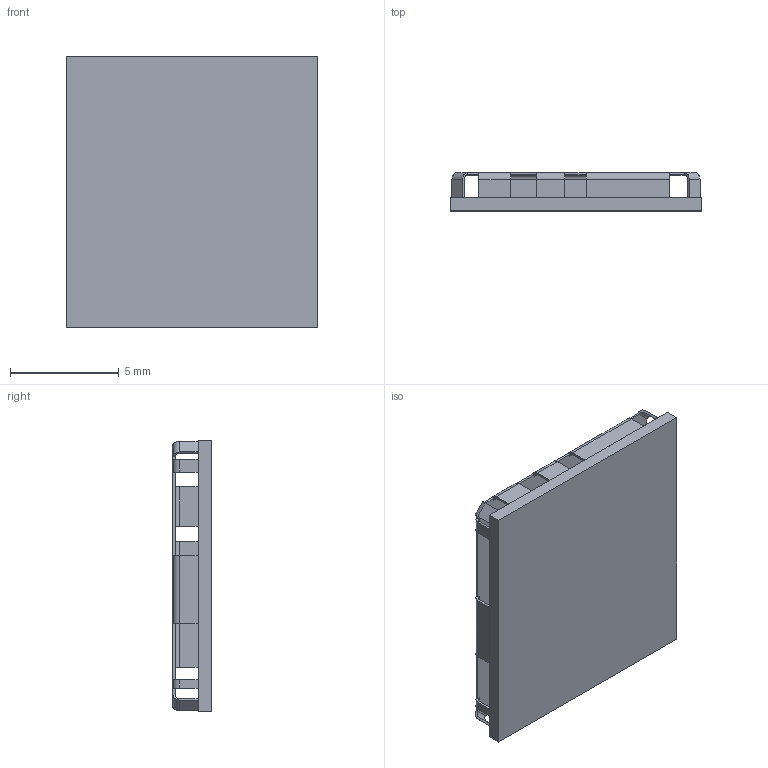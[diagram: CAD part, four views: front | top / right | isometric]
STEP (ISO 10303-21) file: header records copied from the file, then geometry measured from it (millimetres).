
FILE_DESCRIPTION (( 'STEP AP214' ), '1' );
FILE_NAME ('CMWX1ZZABZ.STEP', '2018-01-18T17:22:12', ( '' ), ( '' ), 'SwSTEP 2.0', 'SolidWorks 2017', '' );
FILE_SCHEMA (( 'AUTOMOTIVE_DESIGN' ));
Length unit declared in the file: millimetre
Products named in the file (3): CMWX1ZZABZ Shield; CMWX1ZZABZ; CMWX1ZZABZ PCB
Assembly tree (2 placements, depth 2):
  CMWX1ZZABZ
    CMWX1ZZABZ PCB
    CMWX1ZZABZ Shield
Bounding box: 11.6 x 1.76 x 12.5 mm (x, y, z)
Volume: 103.2 mm3; surface area: 653 mm2
Topology: 2 solids, 2 shells, 689 faces, 1780 edges, 1152 vertices
Faces by surface type: plane 470, bspline 189, cylinder 30
Entity records: 36656 total; most frequent: CARTESIAN_POINT 15423, ORIENTED_EDGE 3560, DIRECTION 2472, EDGE_CURVE 1780, LINE 1342, VECTOR 1342, VERTEX_POINT 1152, EDGE_LOOP 746
